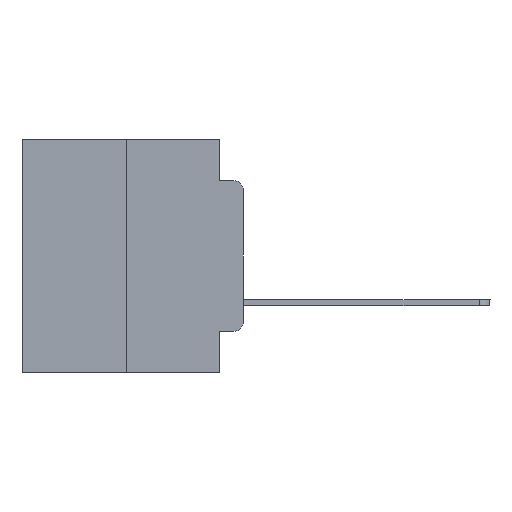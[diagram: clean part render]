
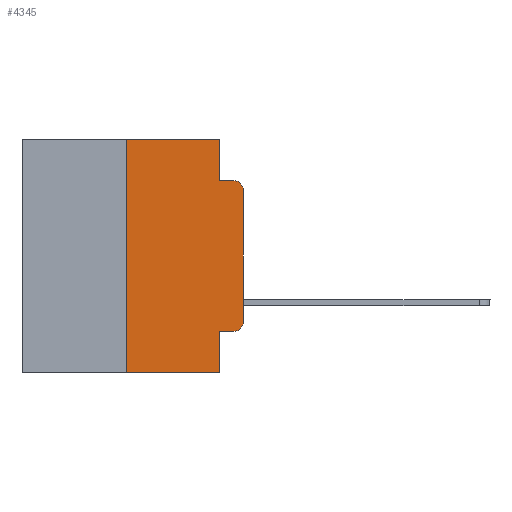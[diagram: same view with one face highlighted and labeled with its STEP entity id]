
A CAD part, left-side view. The second image highlights one B-rep face of the part: STEP entity #4345.
In plain terms, the highlighted planar face has unit normal (-1, 0, 0).
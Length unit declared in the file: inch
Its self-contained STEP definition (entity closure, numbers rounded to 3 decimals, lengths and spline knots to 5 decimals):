
#77 = VERTEX_POINT ( 'NONE', #13649 ) ;
#393 = FACE_OUTER_BOUND ( 'NONE', #22119, .T. ) ;
#1412 = DIRECTION ( 'NONE',  ( 0., 0., 1. ) ) ;
#1526 = CARTESIAN_POINT ( 'NONE',  ( 0., 0.473, 0. ) ) ;
#1838 = EDGE_CURVE ( 'NONE', #9164, #77, #10091, .T. ) ;
#2058 = VERTEX_POINT ( 'NONE', #18103 ) ;
#2715 = EDGE_CURVE ( 'NONE', #17348, #14694, #23766, .T. ) ;
#2764 = DIRECTION ( 'NONE',  ( 0., 0., -1. ) ) ;
#2957 = CARTESIAN_POINT ( 'NONE',  ( 0., 0.051, 0. ) ) ;
#3064 = CARTESIAN_POINT ( 'NONE',  ( 0., 0.02, -0.3915 ) ) ;
#3575 = CARTESIAN_POINT ( 'NONE',  ( 0., 0.02, -0.4115 ) ) ;
#3735 = DIRECTION ( 'NONE',  ( 0., 0., -1. ) ) ;
#3964 = DIRECTION ( 'NONE',  ( 0., -1., 0. ) ) ;
#4344 = CARTESIAN_POINT ( 'NONE',  ( 0., 0.473, 0. ) ) ;
#4345 = ADVANCED_FACE ( 'NONE', ( #393 ), #16585, .F. ) ;
#4365 = LINE ( 'NONE', #22022, #5650 ) ;
#4535 = LINE ( 'NONE', #20572, #13800 ) ;
#4594 = LINE ( 'NONE', #8942, #22766 ) ;
#4977 = LINE ( 'NONE', #16939, #15836 ) ;
#5388 = EDGE_CURVE ( 'NONE', #77, #10388, #6423, .T. ) ;
#5523 = VECTOR ( 'NONE', #1412, 39.37008 ) ;
#5650 = VECTOR ( 'NONE', #11696, 39.37008 ) ;
#6423 = CIRCLE ( 'NONE', #25739, 0.02 ) ;
#6474 = VERTEX_POINT ( 'NONE', #12081 ) ;
#7646 = DIRECTION ( 'NONE',  ( 0., 0., 1. ) ) ;
#7797 = AXIS2_PLACEMENT_3D ( 'NONE', #4344, #17183, #16935 ) ;
#8631 = ORIENTED_EDGE ( 'NONE', *, *, #11549, .T. ) ;
#8719 = ORIENTED_EDGE ( 'NONE', *, *, #5388, .T. ) ;
#8942 = CARTESIAN_POINT ( 'NONE',  ( 0., 0.473, -0.5 ) ) ;
#9082 = EDGE_CURVE ( 'NONE', #6474, #10388, #26060, .T. ) ;
#9164 = VERTEX_POINT ( 'NONE', #10795 ) ;
#10091 = LINE ( 'NONE', #19829, #16195 ) ;
#10343 = ORIENTED_EDGE ( 'NONE', *, *, #2715, .F. ) ;
#10388 = VERTEX_POINT ( 'NONE', #25536 ) ;
#10528 = EDGE_CURVE ( 'NONE', #2058, #15104, #4977, .T. ) ;
#10795 = CARTESIAN_POINT ( 'NONE',  ( 0., 0., -0.3915 ) ) ;
#11112 = DIRECTION ( 'NONE',  ( 0., 0., -1. ) ) ;
#11525 = EDGE_CURVE ( 'NONE', #14693, #17348, #26234, .T. ) ;
#11549 = EDGE_CURVE ( 'NONE', #14693, #15104, #4594, .T. ) ;
#11696 = DIRECTION ( 'NONE',  ( 0., 0., -1. ) ) ;
#11941 = EDGE_CURVE ( 'NONE', #2058, #22389, #4535, .T. ) ;
#12081 = CARTESIAN_POINT ( 'NONE',  ( 0., 0.051, -0.0885 ) ) ;
#12520 = CIRCLE ( 'NONE', #13777, 0.02 ) ;
#13572 = VECTOR ( 'NONE', #15869, 39.37008 ) ;
#13649 = CARTESIAN_POINT ( 'NONE',  ( 0., 0., -0.1085 ) ) ;
#13777 = AXIS2_PLACEMENT_3D ( 'NONE', #3064, #17433, #11112 ) ;
#13800 = VECTOR ( 'NONE', #14444, 39.37008 ) ;
#13850 = CARTESIAN_POINT ( 'NONE',  ( 0., 0.25, 0. ) ) ;
#13877 = CARTESIAN_POINT ( 'NONE',  ( 0., 0.051, -0.5 ) ) ;
#14444 = DIRECTION ( 'NONE',  ( 0., -1., 0. ) ) ;
#14458 = ORIENTED_EDGE ( 'NONE', *, *, #1838, .T. ) ;
#14657 = DIRECTION ( 'NONE',  ( -1., 0., 0. ) ) ;
#14693 = VERTEX_POINT ( 'NONE', #23372 ) ;
#14694 = VERTEX_POINT ( 'NONE', #2957 ) ;
#15104 = VERTEX_POINT ( 'NONE', #13877 ) ;
#15185 = EDGE_CURVE ( 'NONE', #14694, #6474, #4365, .T. ) ;
#15604 = ORIENTED_EDGE ( 'NONE', *, *, #10528, .F. ) ;
#15836 = VECTOR ( 'NONE', #3735, 39.37008 ) ;
#15869 = DIRECTION ( 'NONE',  ( 0., -1., 0. ) ) ;
#15944 = CARTESIAN_POINT ( 'NONE',  ( 0., 0.051, -0.0885 ) ) ;
#16193 = VECTOR ( 'NONE', #3964, 39.37008 ) ;
#16195 = VECTOR ( 'NONE', #7646, 39.37008 ) ;
#16585 = PLANE ( 'NONE',  #7797 ) ;
#16894 = CARTESIAN_POINT ( 'NONE',  ( 0., 0.25, 0. ) ) ;
#16935 = DIRECTION ( 'NONE',  ( 0., 0., -1. ) ) ;
#16939 = CARTESIAN_POINT ( 'NONE',  ( 0., 0.051, 0. ) ) ;
#17183 = DIRECTION ( 'NONE',  ( 1., 0., 0. ) ) ;
#17348 = VERTEX_POINT ( 'NONE', #16894 ) ;
#17433 = DIRECTION ( 'NONE',  ( -1., 0., 0. ) ) ;
#18103 = CARTESIAN_POINT ( 'NONE',  ( 0., 0.051, -0.4115 ) ) ;
#19829 = CARTESIAN_POINT ( 'NONE',  ( 0., 0., 0. ) ) ;
#20572 = CARTESIAN_POINT ( 'NONE',  ( 0., 0.051, -0.4115 ) ) ;
#22022 = CARTESIAN_POINT ( 'NONE',  ( 0., 0.051, 0. ) ) ;
#22119 = EDGE_LOOP ( 'NONE', ( #14458, #8719, #24510, #26103, #10343, #24022, #8631, #15604, #22577, #24561 ) ) ;
#22389 = VERTEX_POINT ( 'NONE', #3575 ) ;
#22577 = ORIENTED_EDGE ( 'NONE', *, *, #11941, .T. ) ;
#22766 = VECTOR ( 'NONE', #23219, 39.37008 ) ;
#23219 = DIRECTION ( 'NONE',  ( 0., -1., 0. ) ) ;
#23372 = CARTESIAN_POINT ( 'NONE',  ( 0., 0.25, -0.5 ) ) ;
#23766 = LINE ( 'NONE', #1526, #13572 ) ;
#23929 = EDGE_CURVE ( 'NONE', #22389, #9164, #12520, .T. ) ;
#24022 = ORIENTED_EDGE ( 'NONE', *, *, #11525, .F. ) ;
#24510 = ORIENTED_EDGE ( 'NONE', *, *, #9082, .F. ) ;
#24561 = ORIENTED_EDGE ( 'NONE', *, *, #23929, .T. ) ;
#25139 = CARTESIAN_POINT ( 'NONE',  ( 0., 0.02, -0.1085 ) ) ;
#25536 = CARTESIAN_POINT ( 'NONE',  ( 0., 0.02, -0.0885 ) ) ;
#25739 = AXIS2_PLACEMENT_3D ( 'NONE', #25139, #14657, #2764 ) ;
#26060 = LINE ( 'NONE', #15944, #16193 ) ;
#26103 = ORIENTED_EDGE ( 'NONE', *, *, #15185, .F. ) ;
#26234 = LINE ( 'NONE', #13850, #5523 ) ;
